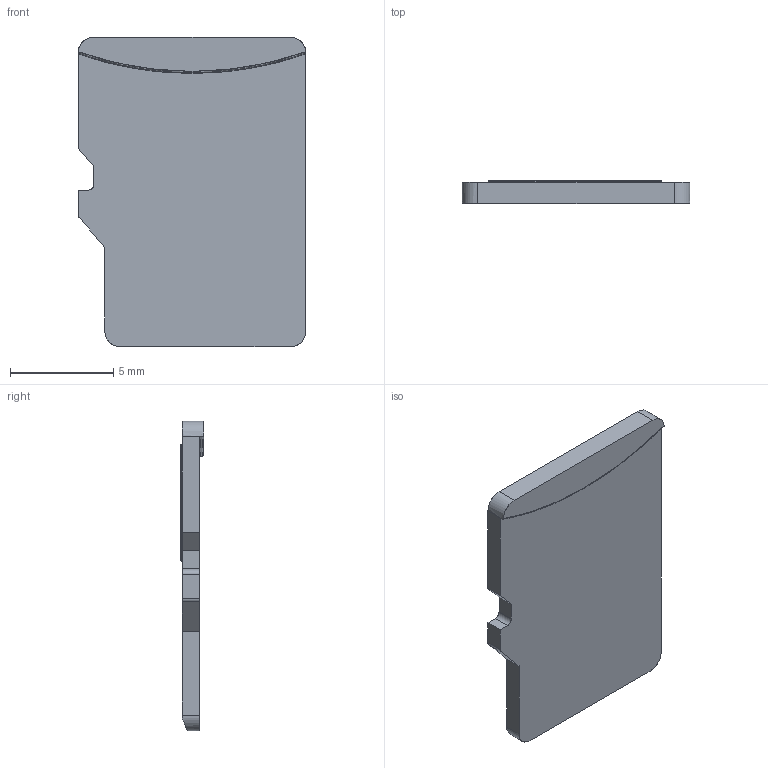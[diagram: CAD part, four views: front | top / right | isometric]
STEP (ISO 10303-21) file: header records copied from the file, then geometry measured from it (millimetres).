
FILE_DESCRIPTION(('FreeCAD Model'),'2;1');
FILE_NAME('microSD.step', '2018-05-13T18:40:21',('Author'),(''), 'Open CASCADE STEP processor 7.2','FreeCAD','Unknown');
FILE_SCHEMA(('AUTOMOTIVE_DESIGN { 1 0 10303 214 1 1 1 1 }'));
Length unit declared in the file: millimetre
Products named in the file (1): Micro_SD_Card
Bounding box: 11.05 x 1.12 x 15.03 mm (x, y, z)
Surface area: 363.9 mm2 (no closed solid volume)
Topology: 0 solids, 76 shells, 76 faces, 446 edges, 446 vertices
Faces by surface type: bspline 61, revolution 15
Entity records: 7894 total; most frequent: CARTESIAN_POINT 2549, B_SPLINE_CURVE_WITH_KNOTS 562, ORIENTED_EDGE 446, EDGE_CURVE 446, VERTEX_POINT 446, SURFACE_CURVE 446, PCURVE 446, DEFINITIONAL_REPRESENTATION 446
